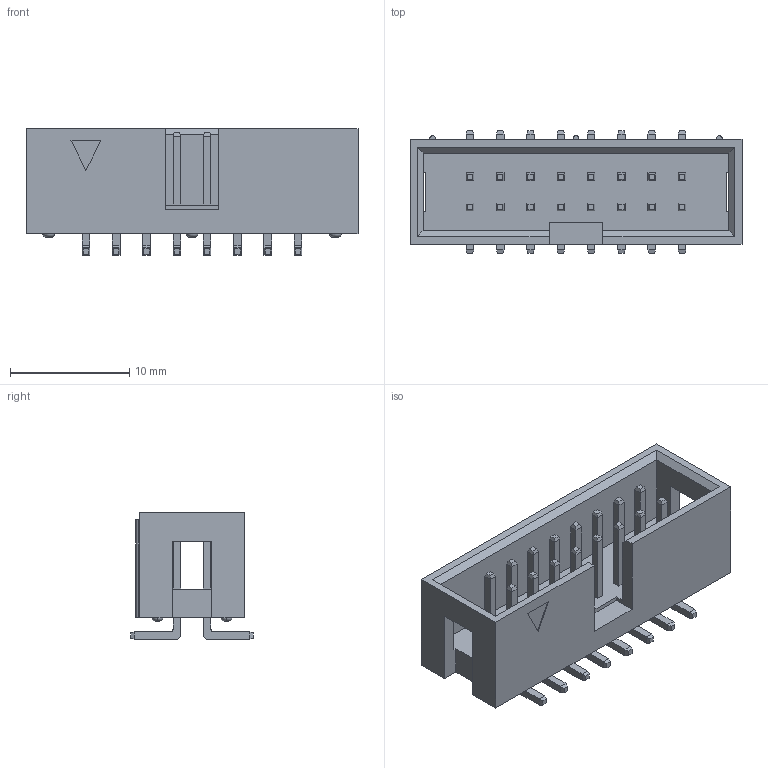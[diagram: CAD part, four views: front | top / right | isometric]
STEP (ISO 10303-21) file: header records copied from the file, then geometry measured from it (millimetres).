
FILE_DESCRIPTION (( 'STEP AP214' ), '1' );
FILE_NAME ('11093, SBH11-NBPC-D08-SM-BK.STEP', '2015-08-26T21:49:43', ( 'SULLINS Electronics' ), ( 'SULLINS Electronics' ), 'SwSTEP 2.0', 'SolidWorks 2015', '' );
FILE_SCHEMA (( 'AUTOMOTIVE_DESIGN' ));
Length unit declared in the file: inch
Products named in the file (1): 11093, SBH11-NBPC-D08-SM-BK
Bounding box: 27.82 x 10.3 x 10.62 mm (x, y, z)
Volume: 1071.5 mm3; surface area: 1935.5 mm2
Topology: 1 solids, 1 shells, 479 faces, 1130 edges, 688 vertices
Faces by surface type: plane 432, cylinder 35, torus 12
Entity records: 19577 total; most frequent: CARTESIAN_POINT 2298, ORIENTED_EDGE 2260, DIRECTION 2196, EDGE_CURVE 1130, VECTOR 1024, LINE 1024, VERTEX_POINT 688, AXIS2_PLACEMENT_3D 586
